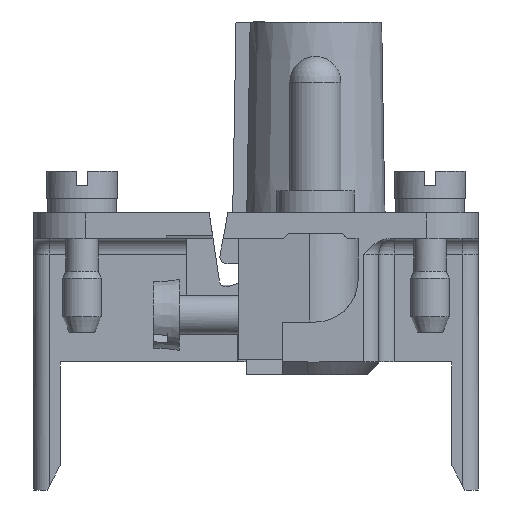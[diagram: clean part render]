
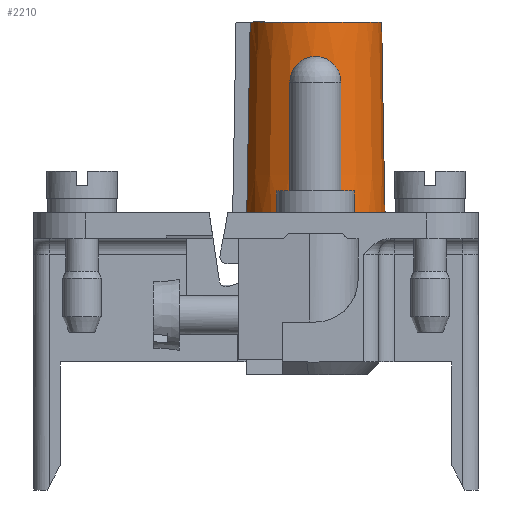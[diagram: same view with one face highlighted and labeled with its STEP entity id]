
A CAD part, left-side view. The second image highlights one B-rep face of the part: STEP entity #2210.
In plain terms, the highlighted conical face has half-angle 1 degrees and reference radius 5.15 mm.
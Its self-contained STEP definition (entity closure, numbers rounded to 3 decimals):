
#1292=B_SPLINE_CURVE_WITH_KNOTS('',3,(#15077,#15078,#15079,#15080,#15081,
#15082),.UNSPECIFIED.,.F.,.F.,(4,2,4),(0.,0.5,1.),.UNSPECIFIED.);
#1301=B_SPLINE_CURVE_WITH_KNOTS('',3,(#16085,#16086,#16087,#16088,#16089,
#16090,#16091,#16092,#16093,#16094),.UNSPECIFIED.,.F.,.F.,(4,3,3,4),(0.,
0.133,0.845,1.),.UNSPECIFIED.);
#1456=CONICAL_SURFACE('',#11698,5.15,1.);
#1825=CIRCLE('',#11448,5.408);
#1885=CIRCLE('',#11696,5.15);
#2210=ADVANCED_FACE('',(#3134),#1456,.T.);
#3134=FACE_OUTER_BOUND('',#3672,.T.);
#3672=EDGE_LOOP('',(#7219,#7220,#7221,#7222));
#7219=ORIENTED_EDGE('',*,*,#10355,.T.);
#7220=ORIENTED_EDGE('',*,*,#10356,.T.);
#7221=ORIENTED_EDGE('',*,*,#9885,.F.);
#7222=ORIENTED_EDGE('',*,*,#9922,.T.);
#8943=VERTEX_POINT('',#14899);
#8950=VERTEX_POINT('',#14914);
#8976=VERTEX_POINT('',#15076);
#9248=VERTEX_POINT('',#16082);
#9885=EDGE_CURVE('',#8950,#8943,#1825,.T.);
#9922=EDGE_CURVE('',#8950,#8976,#1292,.T.);
#10355=EDGE_CURVE('',#8976,#9248,#1885,.T.);
#10356=EDGE_CURVE('',#9248,#8943,#1301,.T.);
#11448=AXIS2_PLACEMENT_3D('',#14915,#12306,#12307);
#11696=AXIS2_PLACEMENT_3D('',#16083,#13182,#13183);
#11698=AXIS2_PLACEMENT_3D('',#16095,#13186,#13187);
#12306=DIRECTION('',(0.,0.,-1.));
#12307=DIRECTION('',(1.,0.,0.));
#13182=DIRECTION('',(0.,0.,-1.));
#13183=DIRECTION('',(0.,-1.,0.));
#13186=DIRECTION('',(0.,0.,-1.));
#13187=DIRECTION('',(0.,-1.,0.));
#14899=CARTESIAN_POINT('',(36.25,0.715,2.));
#14914=CARTESIAN_POINT('',(42.325,-6.469,2.));
#14915=CARTESIAN_POINT('',(37.25,-4.6,2.));
#15076=CARTESIAN_POINT('',(42.325,-5.476,16.8));
#15077=CARTESIAN_POINT('',(42.325,-6.469,2.));
#15078=CARTESIAN_POINT('',(42.325,-6.345,4.469));
#15079=CARTESIAN_POINT('',(42.325,-6.21,6.938));
#15080=CARTESIAN_POINT('',(42.325,-5.897,11.873));
#15081=CARTESIAN_POINT('',(42.325,-5.728,14.341));
#15082=CARTESIAN_POINT('',(42.325,-5.476,16.8));
#16082=CARTESIAN_POINT('',(36.25,0.452,16.8));
#16083=CARTESIAN_POINT('',(37.25,-4.6,16.8));
#16085=CARTESIAN_POINT('',(36.25,0.452,16.8));
#16086=CARTESIAN_POINT('',(36.25,0.464,16.146));
#16087=CARTESIAN_POINT('',(36.25,0.475,15.492));
#16088=CARTESIAN_POINT('',(36.25,0.487,14.838));
#16089=CARTESIAN_POINT('',(36.25,0.549,11.321));
#16090=CARTESIAN_POINT('',(36.25,0.612,7.804));
#16091=CARTESIAN_POINT('',(36.25,0.674,4.287));
#16092=CARTESIAN_POINT('',(36.25,0.688,3.525));
#16093=CARTESIAN_POINT('',(36.25,0.702,2.762));
#16094=CARTESIAN_POINT('',(36.25,0.715,2.));
#16095=CARTESIAN_POINT('',(37.25,-4.6,16.8));
